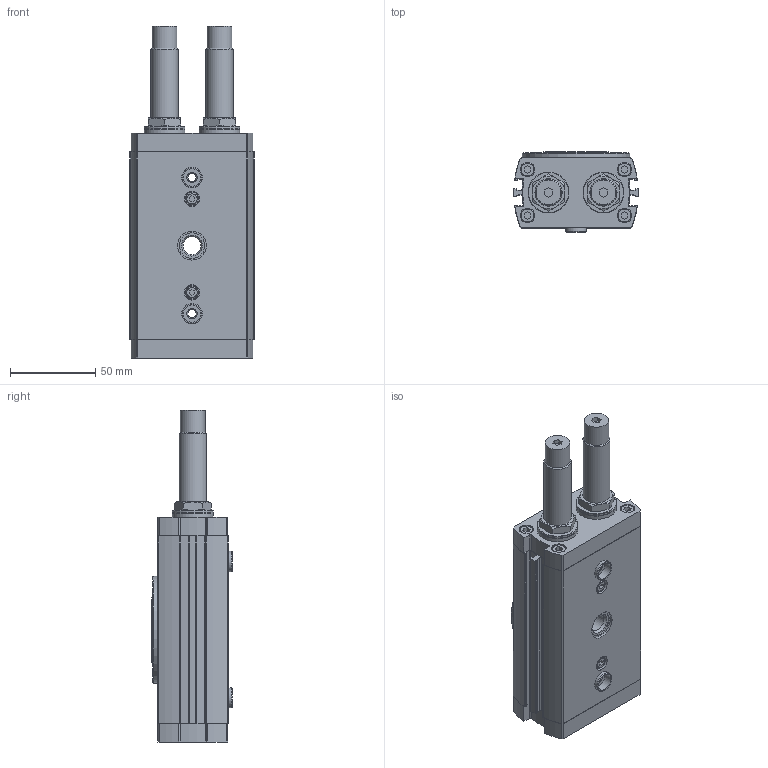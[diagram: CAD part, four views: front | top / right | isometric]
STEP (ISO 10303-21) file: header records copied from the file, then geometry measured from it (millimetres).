
FILE_DESCRIPTION(/* description */ ('STEP AP214'),/* implementation_level */ '2;1');
FILE_NAME(/* name */ '1360248_DRRD-25-180-FH-Y9A',/* time_stamp */ '2024-08-21T03:15:00+02:00',/* author */ ('License CC BY-ND 4.0'),/* organization */ ('CADENAS'),/* preprocessor_version */ 'ST-DEVELOPER v19.3',/* originating_system */ 'PARTsolutions',/* authorisation */ ' ');
FILE_SCHEMA (('AUTOMOTIVE_DESIGN {1 0 10303 214 3 1 1}'));
Length unit declared in the file: millimetre
Products named in the file (4): 1360248 DRRD-25-180-FH-Y9A---(0); 574401 DRRD-25---Y9--_t; 1332570 DRRD-25_w; 189653 ZBH-12
Assembly tree (4 placements, depth 2):
  1360248 DRRD-25-180-FH-Y9A---(0)
    574401 DRRD-25---Y9--_t
    1332570 DRRD-25_w
    189653 ZBH-12  x2
Bounding box: 73.19 x 47.1 x 195 mm (x, y, z)
Volume: 392926.8 mm3; surface area: 61852.2 mm2
Topology: 4 solids, 4 shells, 418 faces, 981 edges, 631 vertices
Faces by surface type: plane 213, cylinder 124, cone 70, torus 11
Full cylindrical faces by diameter (mm): 3.242 x4, 4.134 x8, 4.917 x2, 7 x2, 8 x2, 8.5 x8, 9 x10, 10 x2, 10.3 x2, 10.5 x1, 12 x6, 14.5 x2, 15 x3, 16 x2, 17 x1, 21.2 x2, 23.9 x2, 24 x2, 38.25 x2, 63 x1
Entity records: 11196 total; most frequent: CARTESIAN_POINT 1999, DIRECTION 1928, ORIENTED_EDGE 1654, EDGE_CURVE 827, AXIS2_PLACEMENT_3D 732, FACE_BOUND 612, VERTEX_POINT 611, EDGE_LOOP 600
